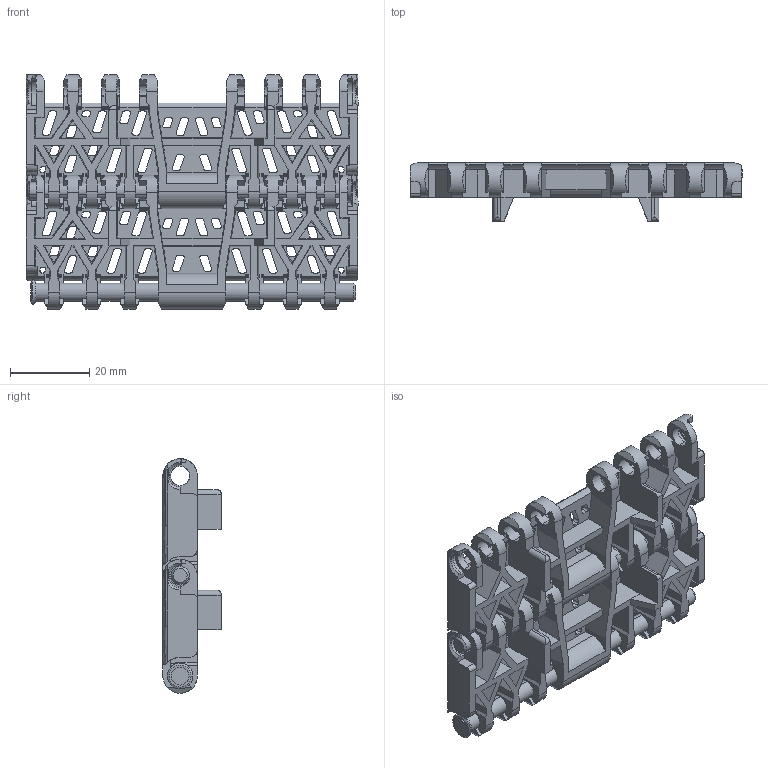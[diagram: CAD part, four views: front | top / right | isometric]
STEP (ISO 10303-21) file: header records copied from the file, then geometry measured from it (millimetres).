
FILE_DESCRIPTION (( 'STEP AP214' ), '1' );
FILE_NAME ('Rexnord-FGDP 1001 MTW-1001FG-84MM MTW-XLG-PT-1DP.STEP', '2020-11-23T10:12:27', ( '' ), ( '' ), 'SwSTEP 2.0', 'SolidWorks 2020', '' );
FILE_SCHEMA (( 'AUTOMOTIVE_DESIGN' ));
Length unit declared in the file: millimetre
Products named in the file (3): Rexnord-FGDP 1001 MTW-1001FG-84MM MTW-XLG-PT-1DP; Rexnord-FGDP 1001 MTW-1001FG-84MM MTW-XLG-PT-1DP_FGDP 1000 84mm_XLG; Rexnord-FGDP 1001 MTW-1001FG-84MM MTW-XLG-PT-1DP_PIN
Assembly tree (4 placements, depth 2):
  Rexnord-FGDP 1001 MTW-1001FG-84MM MTW-XLG-PT-1DP
    Rexnord-FGDP 1001 MTW-1001FG-84MM MTW-XLG-PT-1DP_FGDP 1000 84mm_XLG  x2
    Rexnord-FGDP 1001 MTW-1001FG-84MM MTW-XLG-PT-1DP_PIN  x2
Bounding box: 83.8 x 14.7 x 59.2 mm (x, y, z)
Volume: 20802.7 mm3; surface area: 24262.2 mm2
Topology: 4 solids, 4 shells, 1522 faces, 4598 edges, 3056 vertices
Faces by surface type: plane 916, cylinder 578, cone 16, bspline 12
Entity records: 26560 total; most frequent: CARTESIAN_POINT 5424, ORIENTED_EDGE 4598, DIRECTION 4281, EDGE_CURVE 2299, LINE 1585, VECTOR 1585, VERTEX_POINT 1528, AXIS2_PLACEMENT_3D 1348
